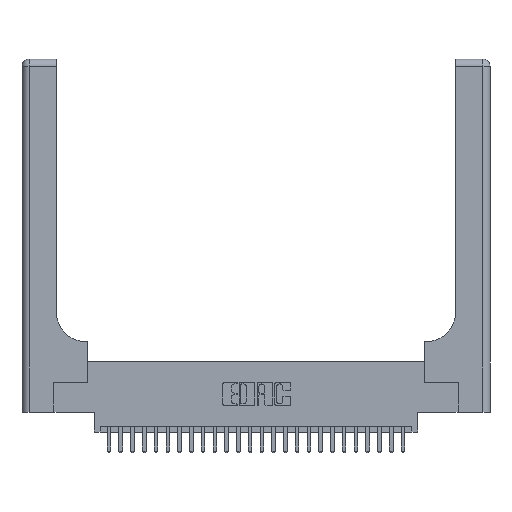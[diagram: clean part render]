
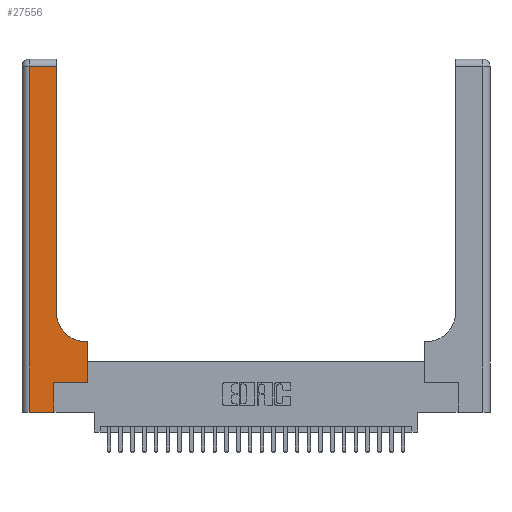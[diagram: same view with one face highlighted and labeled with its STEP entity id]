
A CAD part, top view. The second image highlights one B-rep face of the part: STEP entity #27556.
In plain terms, the highlighted planar face has unit normal (0, 0, 1).
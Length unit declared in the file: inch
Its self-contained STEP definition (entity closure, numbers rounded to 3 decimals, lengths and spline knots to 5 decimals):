
#326 = VECTOR ( 'NONE', #9647, 39.37008 ) ;
#699 = VERTEX_POINT ( 'NONE', #10900 ) ;
#1333 = CARTESIAN_POINT ( 'NONE',  ( 0.5585, 0.25, 0.37 ) ) ;
#1352 = EDGE_CURVE ( 'NONE', #5995, #1821, #10941, .T. ) ;
#1821 = VERTEX_POINT ( 'NONE', #12845 ) ;
#2341 = ORIENTED_EDGE ( 'NONE', *, *, #6305, .T. ) ;
#2425 = CARTESIAN_POINT ( 'NONE',  ( 0.2915, 0.6, 0.37 ) ) ;
#2631 = CARTESIAN_POINT ( 'NONE',  ( 0.269, 0., 0.37 ) ) ;
#3205 = DIRECTION ( 'NONE',  ( 1., 0., 0. ) ) ;
#3797 = AXIS2_PLACEMENT_3D ( 'NONE', #4451, #19712, #6639 ) ;
#4451 = CARTESIAN_POINT ( 'NONE',  ( 0.5415, 0.85, 0.37 ) ) ;
#4662 = LINE ( 'NONE', #16277, #27070 ) ;
#5299 = CARTESIAN_POINT ( 'NONE',  ( 0.06, 3., 0.37 ) ) ;
#5347 = LINE ( 'NONE', #20820, #14939 ) ;
#5704 = ORIENTED_EDGE ( 'NONE', *, *, #25370, .T. ) ;
#5995 = VERTEX_POINT ( 'NONE', #15276 ) ;
#6226 = EDGE_CURVE ( 'NONE', #1821, #27004, #6731, .T. ) ;
#6305 = EDGE_CURVE ( 'NONE', #699, #5995, #5347, .T. ) ;
#6489 = EDGE_CURVE ( 'NONE', #10189, #8442, #15946, .T. ) ;
#6639 = DIRECTION ( 'NONE',  ( 1., 0., 0. ) ) ;
#6731 = LINE ( 'NONE', #5299, #326 ) ;
#6947 = LINE ( 'NONE', #12172, #18565 ) ;
#8084 = VERTEX_POINT ( 'NONE', #24226 ) ;
#8442 = VERTEX_POINT ( 'NONE', #1333 ) ;
#9365 = EDGE_CURVE ( 'NONE', #8084, #26664, #27228, .T. ) ;
#9647 = DIRECTION ( 'NONE',  ( 0., -1., 0. ) ) ;
#10023 = AXIS2_PLACEMENT_3D ( 'NONE', #16993, #23485, #10516 ) ;
#10157 = VECTOR ( 'NONE', #12746, 39.37008 ) ;
#10189 = VERTEX_POINT ( 'NONE', #16959 ) ;
#10418 = ORIENTED_EDGE ( 'NONE', *, *, #6489, .T. ) ;
#10516 = DIRECTION ( 'NONE',  ( -1., 0., 0. ) ) ;
#10900 = CARTESIAN_POINT ( 'NONE',  ( 0.2915, 0.85, 0.37 ) ) ;
#10941 = LINE ( 'NONE', #24120, #27503 ) ;
#12172 = CARTESIAN_POINT ( 'NONE',  ( 0.5585, 0.25, 0.37 ) ) ;
#12206 = ORIENTED_EDGE ( 'NONE', *, *, #16514, .T. ) ;
#12442 = EDGE_CURVE ( 'NONE', #8442, #8084, #6947, .T. ) ;
#12746 = DIRECTION ( 'NONE',  ( 1., 0., 0. ) ) ;
#12845 = CARTESIAN_POINT ( 'NONE',  ( 0.06, 2.94, 0.37 ) ) ;
#13185 = FACE_OUTER_BOUND ( 'NONE', #17982, .T. ) ;
#14896 = ORIENTED_EDGE ( 'NONE', *, *, #12442, .T. ) ;
#14939 = VECTOR ( 'NONE', #22990, 39.37008 ) ;
#15276 = CARTESIAN_POINT ( 'NONE',  ( 0.2915, 2.94, 0.37 ) ) ;
#15946 = LINE ( 'NONE', #27842, #10157 ) ;
#16196 = ORIENTED_EDGE ( 'NONE', *, *, #22095, .T. ) ;
#16277 = CARTESIAN_POINT ( 'NONE',  ( 0., 0., 0.37 ) ) ;
#16514 = EDGE_CURVE ( 'NONE', #27004, #27340, #4662, .T. ) ;
#16959 = CARTESIAN_POINT ( 'NONE',  ( 0.269, 0.25, 0.37 ) ) ;
#16993 = CARTESIAN_POINT ( 'NONE',  ( 0., 3., 0.37 ) ) ;
#17673 = DIRECTION ( 'NONE',  ( -1., 0., 0. ) ) ;
#17982 = EDGE_LOOP ( 'NONE', ( #2341, #27508, #25733, #12206, #5704, #10418, #14896, #20385, #16196 ) ) ;
#18565 = VECTOR ( 'NONE', #27274, 39.37008 ) ;
#19408 = CIRCLE ( 'NONE', #3797, 0.25 ) ;
#19712 = DIRECTION ( 'NONE',  ( 0., 0., -1. ) ) ;
#20385 = ORIENTED_EDGE ( 'NONE', *, *, #9365, .T. ) ;
#20669 = CARTESIAN_POINT ( 'NONE',  ( 0.269, 0., 0.37 ) ) ;
#20820 = CARTESIAN_POINT ( 'NONE',  ( 0.2915, 3., 0.37 ) ) ;
#21321 = PLANE ( 'NONE',  #10023 ) ;
#21462 = VECTOR ( 'NONE', #26524, 39.37008 ) ;
#21523 = VECTOR ( 'NONE', #17673, 39.37008 ) ;
#22095 = EDGE_CURVE ( 'NONE', #26664, #699, #19408, .T. ) ;
#22990 = DIRECTION ( 'NONE',  ( 0., 1., 0. ) ) ;
#23051 = DIRECTION ( 'NONE',  ( -1., 0., 0. ) ) ;
#23485 = DIRECTION ( 'NONE',  ( 0., 0., -1. ) ) ;
#23797 = CARTESIAN_POINT ( 'NONE',  ( 0.06, 0., 0.37 ) ) ;
#24120 = CARTESIAN_POINT ( 'NONE',  ( 0., 2.94, 0.37 ) ) ;
#24226 = CARTESIAN_POINT ( 'NONE',  ( 0.5585, 0.6, 0.37 ) ) ;
#24401 = CARTESIAN_POINT ( 'NONE',  ( 0.5415, 0.6, 0.37 ) ) ;
#25370 = EDGE_CURVE ( 'NONE', #27340, #10189, #27169, .T. ) ;
#25733 = ORIENTED_EDGE ( 'NONE', *, *, #6226, .T. ) ;
#26524 = DIRECTION ( 'NONE',  ( 0., 1., 0. ) ) ;
#26664 = VERTEX_POINT ( 'NONE', #24401 ) ;
#27004 = VERTEX_POINT ( 'NONE', #23797 ) ;
#27070 = VECTOR ( 'NONE', #3205, 39.37008 ) ;
#27169 = LINE ( 'NONE', #2631, #21462 ) ;
#27228 = LINE ( 'NONE', #2425, #21523 ) ;
#27274 = DIRECTION ( 'NONE',  ( 0., 1., 0. ) ) ;
#27340 = VERTEX_POINT ( 'NONE', #20669 ) ;
#27503 = VECTOR ( 'NONE', #23051, 39.37008 ) ;
#27508 = ORIENTED_EDGE ( 'NONE', *, *, #1352, .T. ) ;
#27556 = ADVANCED_FACE ( 'NONE', ( #13185 ), #21321, .F. ) ;
#27842 = CARTESIAN_POINT ( 'NONE',  ( 0.269, 0.25, 0.37 ) ) ;
